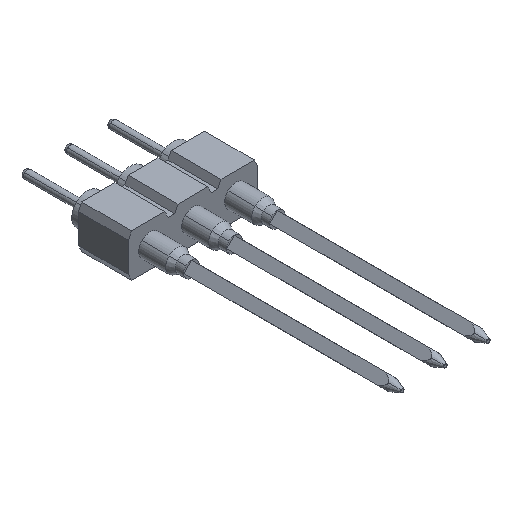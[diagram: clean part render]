
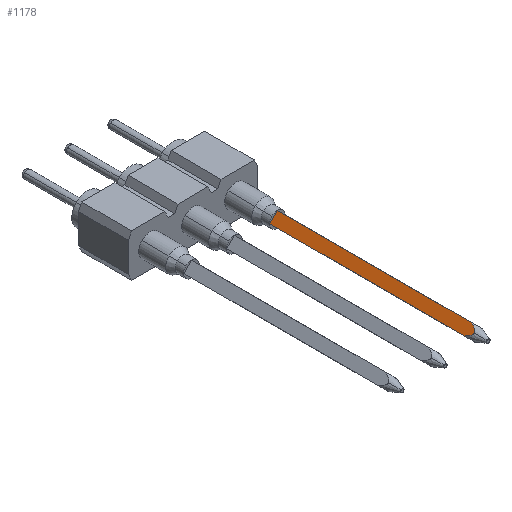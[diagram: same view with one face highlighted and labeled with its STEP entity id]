
A CAD part, isometric view. The second image highlights one B-rep face of the part: STEP entity #1178.
In plain terms, the highlighted planar face has unit normal (-0.707, 0, 0.707).
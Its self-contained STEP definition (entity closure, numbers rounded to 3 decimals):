
#858=EDGE_CURVE('',#894,#1046,#1919,.T.);
#876=EDGE_CURVE('',#1480,#1528,#1937,.T.);
#894=VERTEX_POINT('',#1958);
#1046=VERTEX_POINT('',#2124);
#1178=ADVANCED_FACE('',(#2277),#2278,.F.);
#1326=EDGE_CURVE('',#1480,#894,#2444,.T.);
#1398=VERTEX_POINT('',#2522);
#1480=VERTEX_POINT('',#2612);
#1494=EDGE_CURVE('',#1528,#1398,#2628,.T.);
#1512=EDGE_CURVE('',#1046,#1398,#2648,.T.);
#1528=VERTEX_POINT('',#2667);
#1919=LINE('',#3184,#3185);
#1937=(B_SPLINE_CURVE(2,(#3214,#3215,#3216),.UNSPECIFIED.,.F.,.F.)B_SPLINE_CURVE_WITH_KNOTS((3,3),(0.0,2.884),.UNSPECIFIED.)RATIONAL_B_SPLINE_CURVE((1.0,2.441,1.0))BOUNDED_CURVE()REPRESENTATION_ITEM('')GEOMETRIC_REPRESENTATION_ITEM()CURVE());
#1958=CARTESIAN_POINT('',(2.091,-2.45,0.0));
#2124=CARTESIAN_POINT('',(2.54,-2.45,0.449));
#2277=FACE_OUTER_BOUND('',#3721,.T.);
#2278=PLANE('',#3722);
#2444=LINE('',#3993,#3994);
#2522=CARTESIAN_POINT('',(2.54,-13.951,0.449));
#2612=CARTESIAN_POINT('',(2.091,-13.951,0.0));
#2628=(B_SPLINE_CURVE(2,(#4256,#4257,#4258),.UNSPECIFIED.,.F.,.F.)B_SPLINE_CURVE_WITH_KNOTS((3,3),(0.0,2.884),.UNSPECIFIED.)RATIONAL_B_SPLINE_CURVE((1.0,2.441,1.0))BOUNDED_CURVE()REPRESENTATION_ITEM('')GEOMETRIC_REPRESENTATION_ITEM()CURVE());
#2648=LINE('',#4296,#4297);
#2667=CARTESIAN_POINT('',(2.315,-14.312,0.225));
#3184=CARTESIAN_POINT('',(2.315,-2.45,0.225));
#3185=VECTOR('',#4741,1.);
#3214=CARTESIAN_POINT('',(1.816,-13.056,-0.275));
#3215=CARTESIAN_POINT('',(2.315,-14.827,0.225));
#3216=CARTESIAN_POINT('',(2.815,-13.056,0.724));
#3721=EDGE_LOOP('',(#5190,#5191,#5192,#5193,#5194));
#3722=AXIS2_PLACEMENT_3D('',#5195,#5196,#5197);
#3993=CARTESIAN_POINT('',(2.091,-8.43,0.0));
#3994=VECTOR('',#5395,1.0);
#4256=CARTESIAN_POINT('',(1.816,-13.056,-0.275));
#4257=CARTESIAN_POINT('',(2.315,-14.827,0.225));
#4258=CARTESIAN_POINT('',(2.815,-13.056,0.724));
#4296=CARTESIAN_POINT('',(2.54,-8.43,0.449));
#4297=VECTOR('',#5618,1.0);
#4741=DIRECTION('',(0.707,0.0,0.707));
#5190=ORIENTED_EDGE('',*,*,#876,.T.);
#5191=ORIENTED_EDGE('',*,*,#1494,.T.);
#5192=ORIENTED_EDGE('',*,*,#1512,.F.);
#5193=ORIENTED_EDGE('',*,*,#858,.F.);
#5194=ORIENTED_EDGE('',*,*,#1326,.F.);
#5195=CARTESIAN_POINT('',(2.315,-8.43,0.225));
#5196=DIRECTION('',(0.707,0.0,-0.707));
#5197=DIRECTION('',(-0.707,0.0,-0.707));
#5395=DIRECTION('',(0.0,1.0,0.0));
#5618=DIRECTION('',(0.0,-1.0,0.0));
